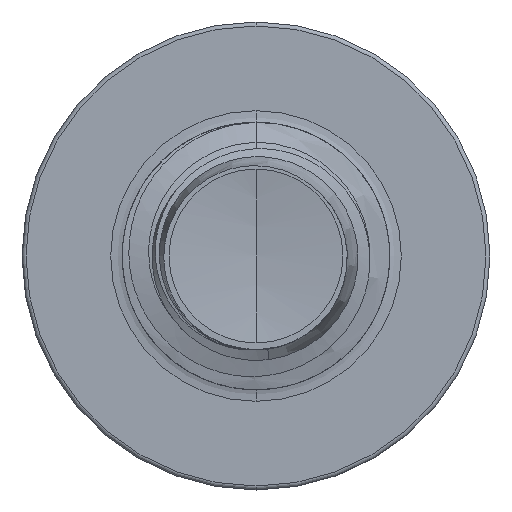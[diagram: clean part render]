
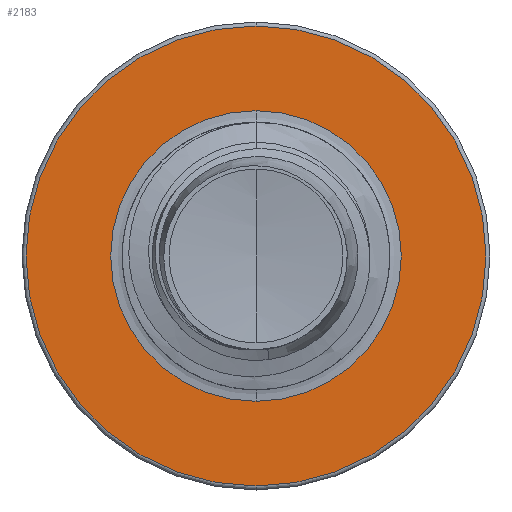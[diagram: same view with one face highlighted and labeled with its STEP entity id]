
A CAD part, front view. The second image highlights one B-rep face of the part: STEP entity #2183.
In plain terms, the highlighted planar face has unit normal (0, -1, 0).
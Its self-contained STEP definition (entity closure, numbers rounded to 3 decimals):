
#143 = CARTESIAN_POINT ( 'NONE',  ( 0., 22.5, 3.44 ) ) ;
#436 = CIRCLE ( 'NONE', #1709, 3.44 ) ;
#465 = FACE_OUTER_BOUND ( 'NONE', #30033, .T. ) ;
#1192 = PLANE ( 'NONE',  #33487 ) ;
#1709 = AXIS2_PLACEMENT_3D ( 'NONE', #35622, #16754, #38758 ) ;
#2183 = ADVANCED_FACE ( 'NONE', ( #465, #8806 ), #1192, .F. ) ;
#2722 = VERTEX_POINT ( 'NONE', #143 ) ;
#3045 = EDGE_CURVE ( 'NONE', #33751, #2722, #36864, .T. ) ;
#3369 = VERTEX_POINT ( 'NONE', #7517 ) ;
#4053 = DIRECTION ( 'NONE',  ( 0., 1., 0. ) ) ;
#4451 = CIRCLE ( 'NONE', #5117, 2.174 ) ;
#5117 = AXIS2_PLACEMENT_3D ( 'NONE', #28285, #9530, #31446 ) ;
#7512 = DIRECTION ( 'NONE',  ( 0., 1., 0. ) ) ;
#7517 = CARTESIAN_POINT ( 'NONE',  ( 0., 22.5, -2.174 ) ) ;
#8806 = FACE_BOUND ( 'NONE', #26526, .T. ) ;
#9278 = CARTESIAN_POINT ( 'NONE',  ( 0., 22.5, 0. ) ) ;
#9530 = DIRECTION ( 'NONE',  ( 0., 1., 0. ) ) ;
#11744 = ORIENTED_EDGE ( 'NONE', *, *, #12392, .T. ) ;
#12392 = EDGE_CURVE ( 'NONE', #3369, #35374, #4451, .T. ) ;
#12394 = DIRECTION ( 'NONE',  ( 0., 0., 1. ) ) ;
#13782 = AXIS2_PLACEMENT_3D ( 'NONE', #9278, #31184, #12394 ) ;
#16321 = ORIENTED_EDGE ( 'NONE', *, *, #29803, .T. ) ;
#16754 = DIRECTION ( 'NONE',  ( 0., 1., 0. ) ) ;
#16974 = ORIENTED_EDGE ( 'NONE', *, *, #3045, .F. ) ;
#18962 = CARTESIAN_POINT ( 'NONE',  ( 0., 22.5, -3.44 ) ) ;
#19874 = CARTESIAN_POINT ( 'NONE',  ( 0., 22.5, -2.174 ) ) ;
#22149 = AXIS2_PLACEMENT_3D ( 'NONE', #22793, #4053, #25963 ) ;
#22793 = CARTESIAN_POINT ( 'NONE',  ( 0., 22.5, 0. ) ) ;
#24197 = EDGE_CURVE ( 'NONE', #2722, #33751, #436, .T. ) ;
#25357 = ORIENTED_EDGE ( 'NONE', *, *, #24197, .F. ) ;
#25963 = DIRECTION ( 'NONE',  ( 0., 0., 1. ) ) ;
#26214 = CARTESIAN_POINT ( 'NONE',  ( 0., 22.5, 2.174 ) ) ;
#26526 = EDGE_LOOP ( 'NONE', ( #16321, #11744 ) ) ;
#28285 = CARTESIAN_POINT ( 'NONE',  ( 0., 22.5, 0. ) ) ;
#29394 = DIRECTION ( 'NONE',  ( 0., 0., 1. ) ) ;
#29803 = EDGE_CURVE ( 'NONE', #35374, #3369, #39558, .T. ) ;
#30033 = EDGE_LOOP ( 'NONE', ( #25357, #16974 ) ) ;
#31184 = DIRECTION ( 'NONE',  ( 0., 1., 0. ) ) ;
#31446 = DIRECTION ( 'NONE',  ( 0., 0., 1. ) ) ;
#33487 = AXIS2_PLACEMENT_3D ( 'NONE', #19874, #7512, #29394 ) ;
#33751 = VERTEX_POINT ( 'NONE', #18962 ) ;
#35374 = VERTEX_POINT ( 'NONE', #26214 ) ;
#35622 = CARTESIAN_POINT ( 'NONE',  ( 0., 22.5, 0. ) ) ;
#36864 = CIRCLE ( 'NONE', #22149, 3.44 ) ;
#38758 = DIRECTION ( 'NONE',  ( 0., 0., 1. ) ) ;
#39558 = CIRCLE ( 'NONE', #13782, 2.174 ) ;
